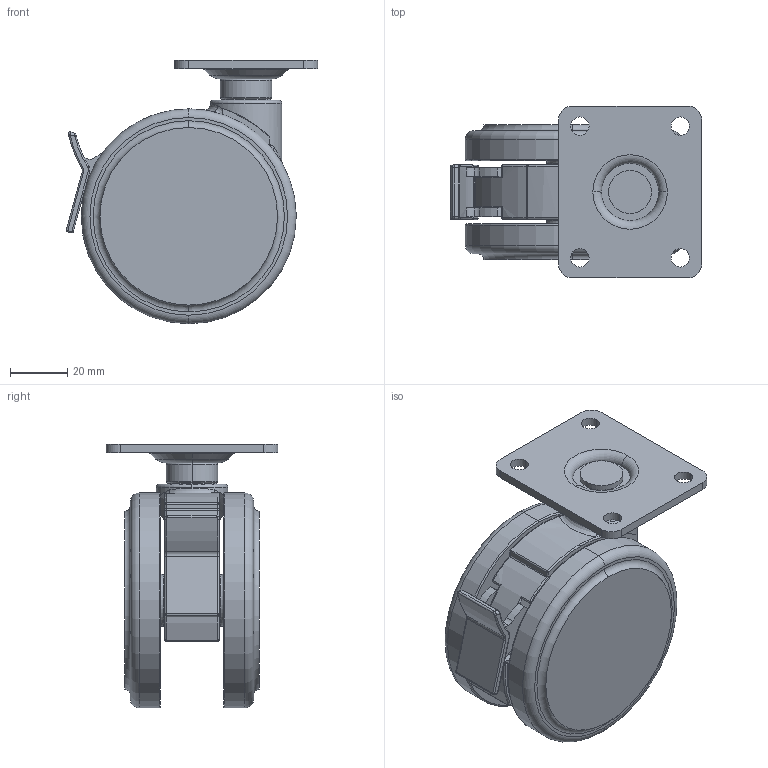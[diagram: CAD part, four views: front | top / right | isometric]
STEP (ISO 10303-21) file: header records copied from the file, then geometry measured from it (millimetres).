
FILE_DESCRIPTION (( 'STEP AP214' ), '1' );
FILE_NAME ('TCA_KFW075WS.STEP', '2016-04-28T07:41:12', ( '' ), ( '' ), 'SwSTEP 2.0', 'SolidWorks 2015', '' );
FILE_SCHEMA (( 'AUTOMOTIVE_DESIGN' ));
Length unit declared in the file: millimetre
Products named in the file (7): lever; mounting plate; wheel_mr; wheel; main shaft; body; TCA_KFW075WS
Assembly tree (6 placements, depth 2):
  TCA_KFW075WS
    body
    main shaft
    wheel
    wheel_mr
    mounting plate
    lever
Bounding box: 87.75 x 60 x 92 mm (x, y, z)
Volume: 163851.3 mm3; surface area: 46016.4 mm2
Topology: 6 solids, 6 shells, 284 faces, 667 edges, 382 vertices
Faces by surface type: cylinder 118, torus 67, plane 57, sphere 24, bspline 10, cone 8
Entity records: 9032 total; most frequent: CARTESIAN_POINT 2184, DIRECTION 1558, ORIENTED_EDGE 1286, AXIS2_PLACEMENT_3D 670, EDGE_CURVE 643, CIRCLE 387, VERTEX_POINT 382, EDGE_LOOP 307
